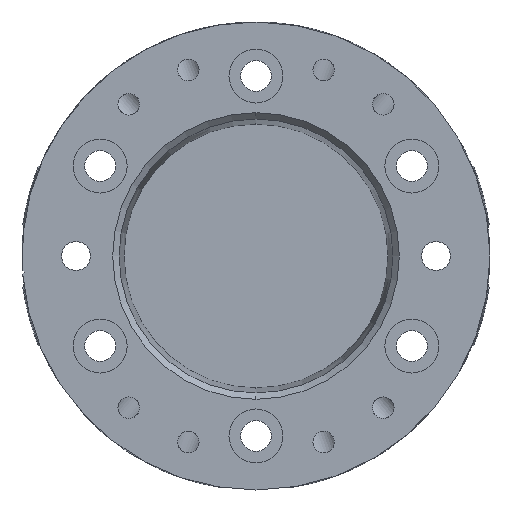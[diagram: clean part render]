
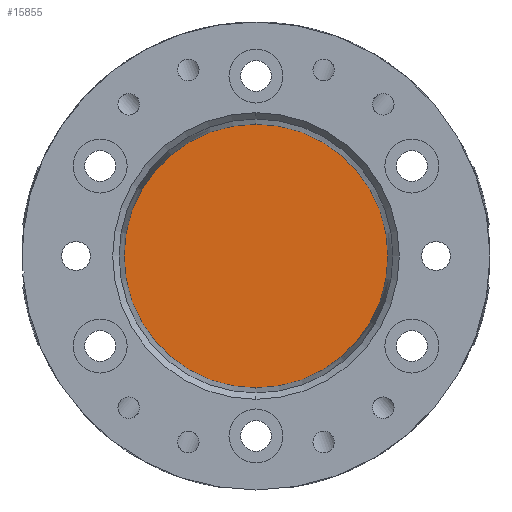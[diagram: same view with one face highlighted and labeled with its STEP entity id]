
A CAD part, front view. The second image highlights one B-rep face of the part: STEP entity #15855.
In plain terms, the highlighted planar face has unit normal (0, -1, 0).
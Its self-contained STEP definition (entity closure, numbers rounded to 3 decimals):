
#272 = FACE_BOUND ( 'NONE', #4581, .T. ) ;
#415 = ORIENTED_EDGE ( 'NONE', *, *, #23710, .T. ) ;
#483 = AXIS2_PLACEMENT_3D ( 'NONE', #15487, #2331, #13594 ) ;
#799 = AXIS2_PLACEMENT_3D ( 'NONE', #22774, #19138, #7937 ) ;
#848 = FACE_BOUND ( 'NONE', #11625, .T. ) ;
#1339 = EDGE_LOOP ( 'NONE', ( #11354, #10427 ) ) ;
#1398 = CARTESIAN_POINT ( 'NONE',  ( 16.693, 17.65, -35.799 ) ) ;
#1598 = DIRECTION ( 'NONE',  ( 0., 1., 0. ) ) ;
#1644 = VERTEX_POINT ( 'NONE', #19469 ) ;
#1744 = EDGE_CURVE ( 'NONE', #4502, #12122, #3741, .T. ) ;
#2101 = EDGE_LOOP ( 'NONE', ( #14276, #4417 ) ) ;
#2331 = DIRECTION ( 'NONE',  ( 0., 1., 0. ) ) ;
#2713 = DIRECTION ( 'NONE',  ( 0., 1., 0. ) ) ;
#2948 = EDGE_CURVE ( 'NONE', #15980, #23766, #12246, .T. ) ;
#3061 = AXIS2_PLACEMENT_3D ( 'NONE', #7000, #20079, #8918 ) ;
#3140 = VERTEX_POINT ( 'NONE', #15214 ) ;
#3374 = ORIENTED_EDGE ( 'NONE', *, *, #15848, .T. ) ;
#3388 = CIRCLE ( 'NONE', #16113, 1.7 ) ;
#3556 = VERTEX_POINT ( 'NONE', #8903 ) ;
#3730 = EDGE_LOOP ( 'NONE', ( #3374, #19452 ) ) ;
#3741 = CIRCLE ( 'NONE', #9973, 1.7 ) ;
#4119 = CARTESIAN_POINT ( 'NONE',  ( 35.799, 17.65, 16.693 ) ) ;
#4362 = CARTESIAN_POINT ( 'NONE',  ( -35.799, 17.65, -16.693 ) ) ;
#4417 = ORIENTED_EDGE ( 'NONE', *, *, #2948, .T. ) ;
#4502 = VERTEX_POINT ( 'NONE', #21857 ) ;
#4581 = EDGE_LOOP ( 'NONE', ( #7393, #21895 ) ) ;
#4686 = DIRECTION ( 'NONE',  ( 0., -1., 0. ) ) ;
#5297 = FACE_BOUND ( 'NONE', #3730, .T. ) ;
#5882 = FACE_OUTER_BOUND ( 'NONE', #1339, .T. ) ;
#6027 = DIRECTION ( 'NONE',  ( 0., 0., 1. ) ) ;
#6287 = DIRECTION ( 'NONE',  ( 0., 0., 1. ) ) ;
#6541 = EDGE_CURVE ( 'NONE', #3556, #13266, #10943, .T. ) ;
#7000 = CARTESIAN_POINT ( 'NONE',  ( -16.693, 17.65, 35.799 ) ) ;
#7393 = ORIENTED_EDGE ( 'NONE', *, *, #1744, .T. ) ;
#7763 = CIRCLE ( 'NONE', #7860, 1.7 ) ;
#7849 = PLANE ( 'NONE',  #799 ) ;
#7860 = AXIS2_PLACEMENT_3D ( 'NONE', #12881, #1598, #14786 ) ;
#7937 = DIRECTION ( 'NONE',  ( 0., 0., 1. ) ) ;
#8098 = DIRECTION ( 'NONE',  ( 0., 1., 0. ) ) ;
#8180 = AXIS2_PLACEMENT_3D ( 'NONE', #13991, #2713, #15857 ) ;
#8400 = EDGE_CURVE ( 'NONE', #12122, #4502, #12586, .T. ) ;
#8591 = DIRECTION ( 'NONE',  ( 0., -1., 0. ) ) ;
#8903 = CARTESIAN_POINT ( 'NONE',  ( 0., 17.65, 44.5 ) ) ;
#8918 = DIRECTION ( 'NONE',  ( 0., 0., 1. ) ) ;
#9973 = AXIS2_PLACEMENT_3D ( 'NONE', #1398, #12669, #23759 ) ;
#10087 = CARTESIAN_POINT ( 'NONE',  ( -35.799, 17.65, -18.393 ) ) ;
#10323 = CIRCLE ( 'NONE', #21356, 1.7 ) ;
#10417 = CARTESIAN_POINT ( 'NONE',  ( -35.799, 17.65, -14.993 ) ) ;
#10427 = ORIENTED_EDGE ( 'NONE', *, *, #18293, .T. ) ;
#10642 = AXIS2_PLACEMENT_3D ( 'NONE', #15918, #4686, #17801 ) ;
#10943 = CIRCLE ( 'NONE', #18933, 44.5 ) ;
#11354 = ORIENTED_EDGE ( 'NONE', *, *, #6541, .T. ) ;
#11625 = EDGE_LOOP ( 'NONE', ( #12444, #415 ) ) ;
#12122 = VERTEX_POINT ( 'NONE', #13891 ) ;
#12246 = CIRCLE ( 'NONE', #483, 1.7 ) ;
#12444 = ORIENTED_EDGE ( 'NONE', *, *, #20967, .T. ) ;
#12586 = CIRCLE ( 'NONE', #19108, 1.7 ) ;
#12669 = DIRECTION ( 'NONE',  ( 0., 1., 0. ) ) ;
#12881 = CARTESIAN_POINT ( 'NONE',  ( 35.799, 17.65, 16.693 ) ) ;
#13266 = VERTEX_POINT ( 'NONE', #19595 ) ;
#13594 = DIRECTION ( 'NONE',  ( 0., 0., 1. ) ) ;
#13891 = CARTESIAN_POINT ( 'NONE',  ( 16.693, 17.65, -37.499 ) ) ;
#13991 = CARTESIAN_POINT ( 'NONE',  ( -16.693, 17.65, 35.799 ) ) ;
#14276 = ORIENTED_EDGE ( 'NONE', *, *, #20782, .T. ) ;
#14786 = DIRECTION ( 'NONE',  ( 0., 0., 1. ) ) ;
#15214 = CARTESIAN_POINT ( 'NONE',  ( 35.799, 17.65, 18.393 ) ) ;
#15272 = FACE_BOUND ( 'NONE', #2101, .T. ) ;
#15487 = CARTESIAN_POINT ( 'NONE',  ( -35.799, 17.65, -16.693 ) ) ;
#15848 = EDGE_CURVE ( 'NONE', #3140, #1644, #10323, .T. ) ;
#15855 = ADVANCED_FACE ( 'NONE', ( #5882, #15272, #848, #5297, #272 ), #7849, .F. ) ;
#15857 = DIRECTION ( 'NONE',  ( 0., 0., 1. ) ) ;
#15918 = CARTESIAN_POINT ( 'NONE',  ( 0., 17.65, 0. ) ) ;
#15980 = VERTEX_POINT ( 'NONE', #10087 ) ;
#16113 = AXIS2_PLACEMENT_3D ( 'NONE', #4362, #17501, #6287 ) ;
#16416 = CARTESIAN_POINT ( 'NONE',  ( -16.693, 17.65, 37.499 ) ) ;
#16657 = CARTESIAN_POINT ( 'NONE',  ( -16.693, 17.65, 34.099 ) ) ;
#17246 = DIRECTION ( 'NONE',  ( 0., 1., 0. ) ) ;
#17501 = DIRECTION ( 'NONE',  ( 0., 1., 0. ) ) ;
#17801 = DIRECTION ( 'NONE',  ( 0., 0., 1. ) ) ;
#18293 = EDGE_CURVE ( 'NONE', #13266, #3556, #18760, .T. ) ;
#18760 = CIRCLE ( 'NONE', #10642, 44.5 ) ;
#18933 = AXIS2_PLACEMENT_3D ( 'NONE', #19785, #8591, #21632 ) ;
#19108 = AXIS2_PLACEMENT_3D ( 'NONE', #19304, #8098, #21145 ) ;
#19138 = DIRECTION ( 'NONE',  ( 0., 1., 0. ) ) ;
#19304 = CARTESIAN_POINT ( 'NONE',  ( 16.693, 17.65, -35.799 ) ) ;
#19452 = ORIENTED_EDGE ( 'NONE', *, *, #23168, .T. ) ;
#19469 = CARTESIAN_POINT ( 'NONE',  ( 35.799, 17.65, 14.993 ) ) ;
#19595 = CARTESIAN_POINT ( 'NONE',  ( 0., 17.65, -44.5 ) ) ;
#19785 = CARTESIAN_POINT ( 'NONE',  ( 0., 17.65, 0. ) ) ;
#20027 = CIRCLE ( 'NONE', #8180, 1.7 ) ;
#20079 = DIRECTION ( 'NONE',  ( 0., 1., 0. ) ) ;
#20375 = CIRCLE ( 'NONE', #3061, 1.7 ) ;
#20782 = EDGE_CURVE ( 'NONE', #23766, #15980, #3388, .T. ) ;
#20967 = EDGE_CURVE ( 'NONE', #23902, #22687, #20375, .T. ) ;
#21145 = DIRECTION ( 'NONE',  ( 0., 0., 1. ) ) ;
#21356 = AXIS2_PLACEMENT_3D ( 'NONE', #4119, #17246, #6027 ) ;
#21632 = DIRECTION ( 'NONE',  ( 0., 0., 1. ) ) ;
#21857 = CARTESIAN_POINT ( 'NONE',  ( 16.693, 17.65, -34.099 ) ) ;
#21895 = ORIENTED_EDGE ( 'NONE', *, *, #8400, .T. ) ;
#22687 = VERTEX_POINT ( 'NONE', #16657 ) ;
#22774 = CARTESIAN_POINT ( 'NONE',  ( 0., 17.65, 0. ) ) ;
#23168 = EDGE_CURVE ( 'NONE', #1644, #3140, #7763, .T. ) ;
#23710 = EDGE_CURVE ( 'NONE', #22687, #23902, #20027, .T. ) ;
#23759 = DIRECTION ( 'NONE',  ( 0., 0., 1. ) ) ;
#23766 = VERTEX_POINT ( 'NONE', #10417 ) ;
#23902 = VERTEX_POINT ( 'NONE', #16416 ) ;
